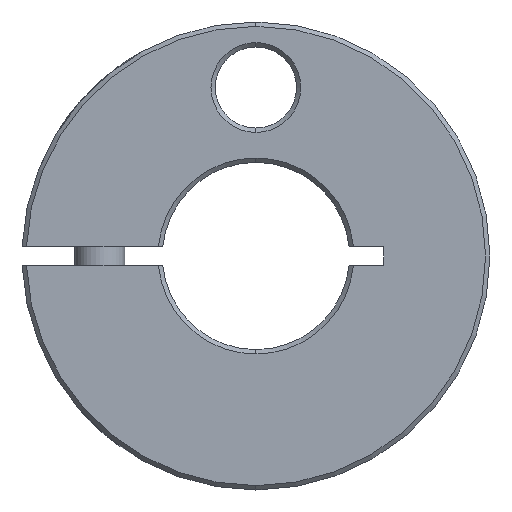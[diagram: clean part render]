
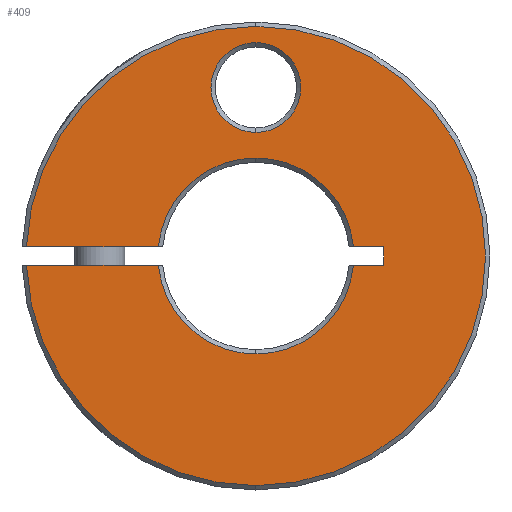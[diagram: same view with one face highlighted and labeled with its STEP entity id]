
A CAD part, front view. The second image highlights one B-rep face of the part: STEP entity #409.
In plain terms, the highlighted planar face has unit normal (0, -1, 0).
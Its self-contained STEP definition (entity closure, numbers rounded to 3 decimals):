
#367=VERTEX_POINT('',#1050);
#379=VERTEX_POINT('',#1064);
#409=ADVANCED_FACE('',(#1097,#1098),#1099,.T.);
#459=EDGE_CURVE('',#895,#379,#1157,.T.);
#471=VERTEX_POINT('',#1172);
#589=VERTEX_POINT('',#1306);
#601=EDGE_CURVE('',#973,#835,#1321,.T.);
#607=VERTEX_POINT('',#1327);
#649=EDGE_CURVE('',#821,#589,#1372,.T.);
#681=EDGE_CURVE('',#589,#729,#1406,.T.);
#693=EDGE_CURVE('',#895,#607,#1420,.T.);
#709=EDGE_CURVE('',#471,#783,#1438,.T.);
#729=VERTEX_POINT('',#1460);
#783=VERTEX_POINT('',#1521);
#793=VERTEX_POINT('',#1531);
#821=VERTEX_POINT('',#1560);
#827=EDGE_CURVE('',#821,#793,#1568,.T.);
#829=EDGE_CURVE('',#379,#783,#1570,.T.);
#833=VERTEX_POINT('',#1575);
#835=VERTEX_POINT('',#1577);
#863=EDGE_CURVE('',#729,#833,#1606,.T.);
#885=EDGE_CURVE('',#793,#367,#1632,.T.);
#895=VERTEX_POINT('',#1642);
#923=EDGE_CURVE('',#987,#367,#1672,.T.);
#957=EDGE_CURVE('',#607,#987,#1709,.T.);
#973=VERTEX_POINT('',#1727);
#987=VERTEX_POINT('',#1743);
#989=EDGE_CURVE('',#833,#471,#1745,.T.);
#1005=EDGE_CURVE('',#835,#973,#1763,.T.);
#1050=CARTESIAN_POINT('',(15.628,-20.0,-1.5));
#1064=CARTESIAN_POINT('',(0.,-20.,15.7));
#1097=FACE_BOUND('',#1865,.T.);
#1098=FACE_OUTER_BOUND('',#1866,.T.);
#1099=PLANE('',#1867);
#1157=CIRCLE('',#1990,15.7);
#1172=CARTESIAN_POINT('',(-36.769,-20.0,1.5));
#1306=CARTESIAN_POINT('',(-36.769,-20.,-1.5));
#1321=CIRCLE('',#2234,7.2);
#1327=CARTESIAN_POINT('',(20.5,-20.0,1.5));
#1372=LINE('',#2297,#2298);
#1406=CIRCLE('',#2360,36.8);
#1420=LINE('',#2379,#2380);
#1438=LINE('',#2413,#2414);
#1460=CARTESIAN_POINT('',(0.,-20.,-36.8));
#1521=CARTESIAN_POINT('',(-15.628,-20.0,1.5));
#1531=CARTESIAN_POINT('',(0.,-20.,-15.7));
#1560=CARTESIAN_POINT('',(-15.628,-20.0,-1.5));
#1568=CIRCLE('',#2671,15.7);
#1570=CIRCLE('',#2674,15.7);
#1575=CARTESIAN_POINT('',(0.,-20.,36.8));
#1577=CARTESIAN_POINT('',(0.,-20.,34.2));
#1606=CIRCLE('',#2737,36.8);
#1632=CIRCLE('',#2795,15.7);
#1642=CARTESIAN_POINT('',(15.628,-20.0,1.5));
#1672=LINE('',#2867,#2868);
#1709=LINE('',#2938,#2939);
#1727=CARTESIAN_POINT('',(0.,-20.,19.8));
#1743=CARTESIAN_POINT('',(20.5,-20.0,-1.5));
#1745=CIRCLE('',#2996,36.8);
#1763=CIRCLE('',#3031,7.2);
#1865=EDGE_LOOP('',(#3113,#3114));
#1866=EDGE_LOOP('',(#3115,#3116,#3117,#3118,#3119,#3120,#3121,#3122,#3123,#3124,#3125,#3126));
#1867=AXIS2_PLACEMENT_3D('',#3127,#3128,#3129);
#1990=AXIS2_PLACEMENT_3D('',#3204,#3205,#3206);
#2234=AXIS2_PLACEMENT_3D('',#3435,#3436,#3437);
#2297=CARTESIAN_POINT('',(10.25,-20.,-1.5));
#2298=VECTOR('',#3480,1.0);
#2360=AXIS2_PLACEMENT_3D('',#3512,#3513,#3514);
#2379=CARTESIAN_POINT('',(-18.75,-20.,1.5));
#2380=VECTOR('',#3538,1.0);
#2413=CARTESIAN_POINT('',(-18.75,-20.,1.5));
#2414=VECTOR('',#3562,1.0);
#2671=AXIS2_PLACEMENT_3D('',#3708,#3709,#3710);
#2674=AXIS2_PLACEMENT_3D('',#3711,#3712,#3713);
#2737=AXIS2_PLACEMENT_3D('',#3744,#3745,#3746);
#2795=AXIS2_PLACEMENT_3D('',#3785,#3786,#3787);
#2867=CARTESIAN_POINT('',(10.25,-20.,-1.5));
#2868=VECTOR('',#3813,1.0);
#2938=CARTESIAN_POINT('',(20.5,-20.,13.875));
#2939=VECTOR('',#3850,1.0);
#2996=AXIS2_PLACEMENT_3D('',#3891,#3892,#3893);
#3031=AXIS2_PLACEMENT_3D('',#3905,#3906,#3907);
#3113=ORIENTED_EDGE('',*,*,#1005,.T.);
#3114=ORIENTED_EDGE('',*,*,#601,.T.);
#3115=ORIENTED_EDGE('',*,*,#693,.T.);
#3116=ORIENTED_EDGE('',*,*,#957,.T.);
#3117=ORIENTED_EDGE('',*,*,#923,.T.);
#3118=ORIENTED_EDGE('',*,*,#885,.F.);
#3119=ORIENTED_EDGE('',*,*,#827,.F.);
#3120=ORIENTED_EDGE('',*,*,#649,.T.);
#3121=ORIENTED_EDGE('',*,*,#681,.T.);
#3122=ORIENTED_EDGE('',*,*,#863,.T.);
#3123=ORIENTED_EDGE('',*,*,#989,.T.);
#3124=ORIENTED_EDGE('',*,*,#709,.T.);
#3125=ORIENTED_EDGE('',*,*,#829,.F.);
#3126=ORIENTED_EDGE('',*,*,#459,.F.);
#3127=CARTESIAN_POINT('',(0.,-20.,26.25));
#3128=DIRECTION('',(0.,-1.0,0.));
#3129=DIRECTION('',(0.,0.,1.0));
#3204=CARTESIAN_POINT('',(0.,-20.,0.));
#3205=DIRECTION('',(0.,-1.0,0.));
#3206=DIRECTION('',(0.,0.,1.0));
#3435=CARTESIAN_POINT('',(0.,-20.,27.));
#3436=DIRECTION('',(0.,1.0,0.));
#3437=DIRECTION('',(0.,0.,1.0));
#3480=DIRECTION('',(-1.0,0.,0.));
#3512=CARTESIAN_POINT('',(0.,-20.,0.));
#3513=DIRECTION('',(0.,-1.0,0.));
#3514=DIRECTION('',(0.,0.,1.0));
#3538=DIRECTION('',(1.0,0.,0.));
#3562=DIRECTION('',(1.0,0.,0.));
#3708=CARTESIAN_POINT('',(0.,-20.,0.));
#3709=DIRECTION('',(0.,-1.0,0.));
#3710=DIRECTION('',(0.,0.,1.0));
#3711=CARTESIAN_POINT('',(0.,-20.,0.));
#3712=DIRECTION('',(0.,-1.0,0.));
#3713=DIRECTION('',(0.,0.,1.0));
#3744=CARTESIAN_POINT('',(0.,-20.,0.));
#3745=DIRECTION('',(0.,-1.0,0.));
#3746=DIRECTION('',(0.,0.,1.0));
#3785=CARTESIAN_POINT('',(0.,-20.,0.));
#3786=DIRECTION('',(0.,-1.0,0.));
#3787=DIRECTION('',(0.,0.,1.0));
#3813=DIRECTION('',(-1.0,0.,0.));
#3850=DIRECTION('',(0.,0.,-1.0));
#3891=CARTESIAN_POINT('',(0.,-20.,0.));
#3892=DIRECTION('',(0.,-1.0,0.));
#3893=DIRECTION('',(0.,0.,1.0));
#3905=CARTESIAN_POINT('',(0.,-20.,27.));
#3906=DIRECTION('',(0.,1.0,0.));
#3907=DIRECTION('',(0.,0.,1.0));
